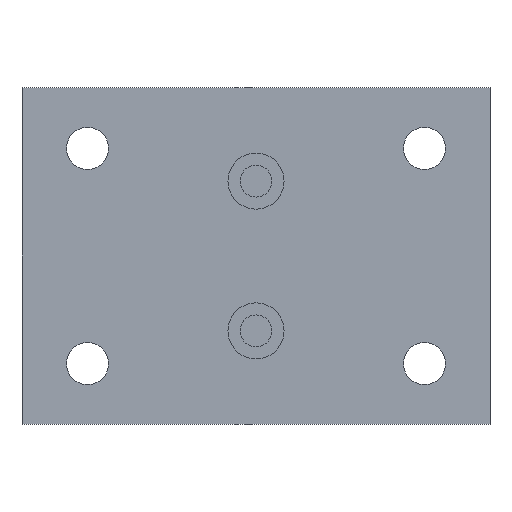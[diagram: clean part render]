
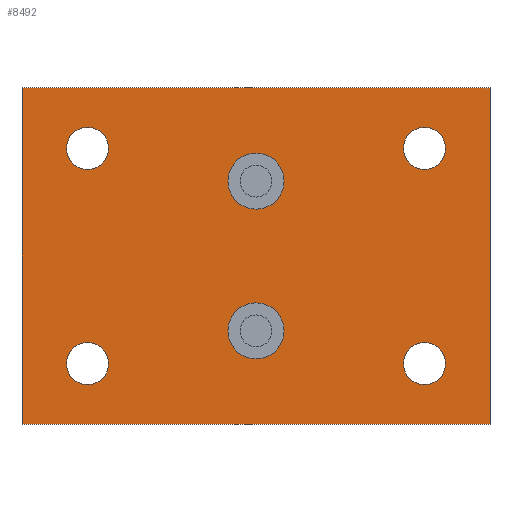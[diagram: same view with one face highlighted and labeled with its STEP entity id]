
A CAD part, front view. The second image highlights one B-rep face of the part: STEP entity #8492.
In plain terms, the highlighted planar face has unit normal (0, -1, 0).
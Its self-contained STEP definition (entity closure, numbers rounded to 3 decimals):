
#364=PLANE('',#9170);
#1061=LINE('',#15094,#1751);
#1064=LINE('',#15100,#1754);
#1067=LINE('',#15108,#1757);
#1070=LINE('',#15113,#1760);
#1751=VECTOR('',#11168,1000.);
#1754=VECTOR('',#11173,1000.);
#1757=VECTOR('',#11180,1000.);
#1760=VECTOR('',#11185,1000.);
#4451=ORIENTED_EDGE('',*,*,#5771,.T.);
#4452=ORIENTED_EDGE('',*,*,#5772,.T.);
#4453=ORIENTED_EDGE('',*,*,#4579,.T.);
#4454=ORIENTED_EDGE('',*,*,#4575,.T.);
#4455=ORIENTED_EDGE('',*,*,#4577,.T.);
#4456=ORIENTED_EDGE('',*,*,#4581,.T.);
#4457=ORIENTED_EDGE('',*,*,#5760,.F.);
#4458=ORIENTED_EDGE('',*,*,#5770,.F.);
#4459=ORIENTED_EDGE('',*,*,#5767,.F.);
#4460=ORIENTED_EDGE('',*,*,#5763,.F.);
#4575=EDGE_CURVE('',#5823,#5823,#6671,.T.);
#4577=EDGE_CURVE('',#5825,#5825,#6673,.T.);
#4579=EDGE_CURVE('',#5827,#5827,#6675,.T.);
#4581=EDGE_CURVE('',#5829,#5829,#6677,.T.);
#5760=EDGE_CURVE('',#6620,#6621,#1061,.T.);
#5763=EDGE_CURVE('',#6621,#6623,#1064,.T.);
#5767=EDGE_CURVE('',#6623,#6626,#1067,.T.);
#5770=EDGE_CURVE('',#6626,#6620,#1070,.T.);
#5771=EDGE_CURVE('',#6627,#6627,#6875,.T.);
#5772=EDGE_CURVE('',#6628,#6628,#6876,.T.);
#5823=VERTEX_POINT('',#11433);
#5825=VERTEX_POINT('',#11438);
#5827=VERTEX_POINT('',#11443);
#5829=VERTEX_POINT('',#11448);
#6620=VERTEX_POINT('',#15093);
#6621=VERTEX_POINT('',#15095);
#6623=VERTEX_POINT('',#15101);
#6626=VERTEX_POINT('',#15109);
#6627=VERTEX_POINT('',#15116);
#6628=VERTEX_POINT('',#15118);
#6671=CIRCLE('',#8559,2.25);
#6673=CIRCLE('',#8562,2.25);
#6675=CIRCLE('',#8565,2.25);
#6677=CIRCLE('',#8568,2.25);
#6875=CIRCLE('',#9171,3.);
#6876=CIRCLE('',#9172,3.);
#7349=EDGE_LOOP('',(#4451));
#7350=EDGE_LOOP('',(#4452));
#7351=EDGE_LOOP('',(#4453));
#7352=EDGE_LOOP('',(#4454));
#7353=EDGE_LOOP('',(#4455));
#7354=EDGE_LOOP('',(#4456));
#7355=EDGE_LOOP('',(#4457,#4458,#4459,#4460));
#7881=FACE_BOUND('',#7349,.T.);
#7882=FACE_BOUND('',#7350,.T.);
#7883=FACE_BOUND('',#7351,.T.);
#7884=FACE_BOUND('',#7352,.T.);
#7885=FACE_BOUND('',#7353,.T.);
#7886=FACE_BOUND('',#7354,.T.);
#7887=FACE_BOUND('',#7355,.T.);
#8492=ADVANCED_FACE('',(#7881,#7882,#7883,#7884,#7885,#7886,#7887),#364,
 .F.);
#8559=AXIS2_PLACEMENT_3D('',#11432,#9276,#9277);
#8562=AXIS2_PLACEMENT_3D('',#11437,#9282,#9283);
#8565=AXIS2_PLACEMENT_3D('',#11442,#9288,#9289);
#8568=AXIS2_PLACEMENT_3D('',#11447,#9294,#9295);
#9170=AXIS2_PLACEMENT_3D('',#15114,#11186,#11187);
#9171=AXIS2_PLACEMENT_3D('',#15115,#11188,#11189);
#9172=AXIS2_PLACEMENT_3D('',#15117,#11190,#11191);
#9276=DIRECTION('',(0.,1.,0.));
#9277=DIRECTION('',(1.,0.,0.));
#9282=DIRECTION('',(0.,1.,0.));
#9283=DIRECTION('',(1.,0.,0.));
#9288=DIRECTION('',(0.,1.,0.));
#9289=DIRECTION('',(1.,0.,0.));
#9294=DIRECTION('',(0.,1.,0.));
#9295=DIRECTION('',(1.,0.,0.));
#11168=DIRECTION('',(0.,0.,1.));
#11173=DIRECTION('',(1.,0.,0.));
#11180=DIRECTION('',(0.,0.,-1.));
#11185=DIRECTION('',(-1.,0.,0.));
#11186=DIRECTION('',(0.,1.,0.));
#11187=DIRECTION('',(0.,0.,1.));
#11188=DIRECTION('',(0.,1.,0.));
#11189=DIRECTION('',(1.,0.,0.));
#11190=DIRECTION('',(0.,1.,0.));
#11191=DIRECTION('',(1.,0.,0.));
#11432=CARTESIAN_POINT('',(-18.,-16.3,11.5));
#11433=CARTESIAN_POINT('',(-15.75,-16.3,11.5));
#11437=CARTESIAN_POINT('',(18.,-16.3,11.5));
#11438=CARTESIAN_POINT('',(20.25,-16.3,11.5));
#11442=CARTESIAN_POINT('',(-18.,-16.3,-11.5));
#11443=CARTESIAN_POINT('',(-15.75,-16.3,-11.5));
#11447=CARTESIAN_POINT('',(18.,-16.3,-11.5));
#11448=CARTESIAN_POINT('',(20.25,-16.3,-11.5));
#15093=CARTESIAN_POINT('',(-25.,-16.3,-18.));
#15094=CARTESIAN_POINT('',(-25.,-16.3,-18.));
#15095=CARTESIAN_POINT('',(-25.,-16.3,18.));
#15100=CARTESIAN_POINT('',(-25.,-16.3,18.));
#15101=CARTESIAN_POINT('',(25.,-16.3,18.));
#15108=CARTESIAN_POINT('',(25.,-16.3,18.));
#15109=CARTESIAN_POINT('',(25.,-16.3,-18.));
#15113=CARTESIAN_POINT('',(25.,-16.3,-18.));
#15114=CARTESIAN_POINT('',(0.,-16.3,0.));
#15115=CARTESIAN_POINT('',(0.,-16.3,8.));
#15116=CARTESIAN_POINT('',(3.,-16.3,8.));
#15117=CARTESIAN_POINT('',(0.,-16.3,-8.));
#15118=CARTESIAN_POINT('',(3.,-16.3,-8.));
